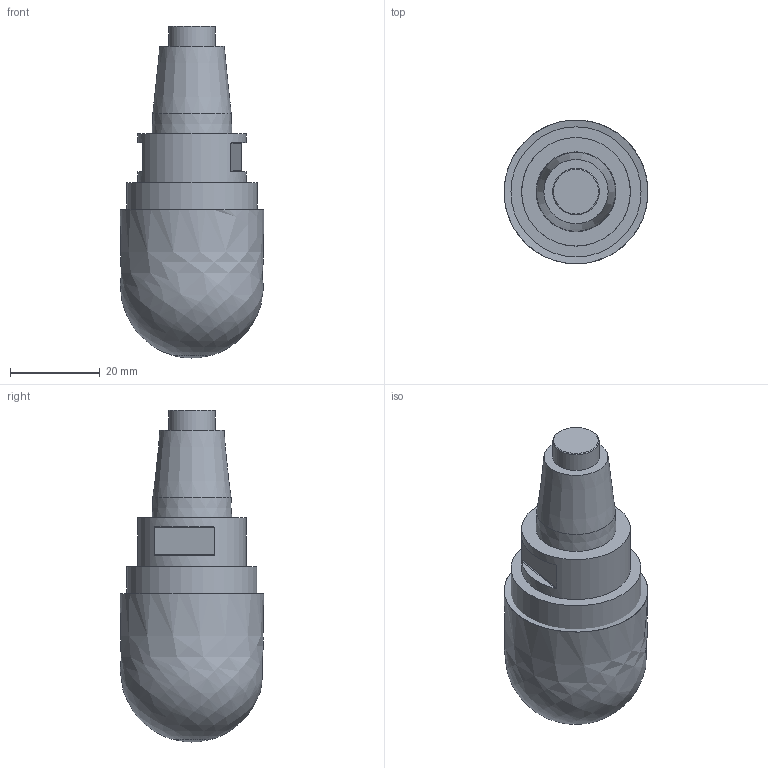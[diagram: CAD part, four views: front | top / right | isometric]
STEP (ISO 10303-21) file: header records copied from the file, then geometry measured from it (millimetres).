
FILE_DESCRIPTION(/* description */ (''),/* implementation_level */ '2;1');
FILE_NAME(/* name */ '1580298192719.stp',/* time_stamp */ '2020-01-29T17:13:27+06:00',/* author */ (''),/* organization */ ('SMS'),/* preprocessor_version */ 'ST-DEVELOPER v16.7',/* originating_system */ 'SIEMENS PLM Software NX 12.0',/* authorisation */ '');
FILE_SCHEMA (('AUTOMOTIVE_DESIGN { 1 0 10303 214 3 1 1 1 }'));
Length unit declared in the file: millimetre
Products named in the file (4): ASSEMBLY_CONSTRUCTION; 202039726mod000_00; 202358379mod000_00; 202358378mod000_00
Assembly tree (3 placements, depth 2):
  202358378mod000_00
    202358379mod000_00
    202039726mod000_00
    ASSEMBLY_CONSTRUCTION
Bounding box: 32.05 x 32.05 x 74 mm (x, y, z)
Volume: 49911.5 mm3; surface area: 10610.6 mm2
Topology: 2 solids, 2 shells, 30 faces, 67 edges, 54 vertices
Faces by surface type: plane 11, cylinder 7, cone 5, bspline 5, sphere 1, torus 1
Full cylindrical faces by diameter (mm): 10.4 x1, 24.2 x1, 29 x1
Entity records: 7175 total; most frequent: CARTESIAN_POINT 6427, DIRECTION 124, ORIENTED_EDGE 86, AXIS2_PLACEMENT_3D 56, EDGE_LOOP 50, EDGE_CURVE 43, FACE_BOUND 38, VERTEX_POINT 35
